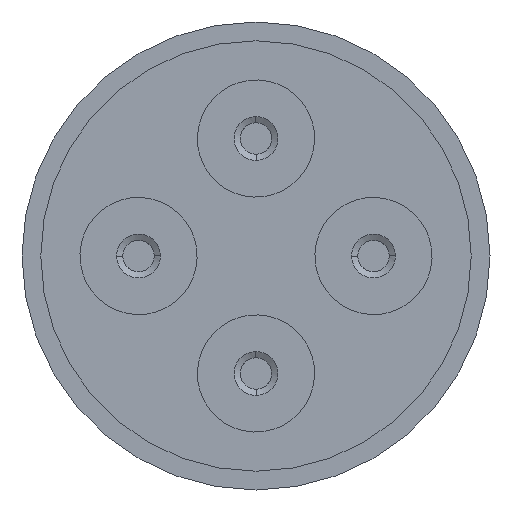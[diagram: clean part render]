
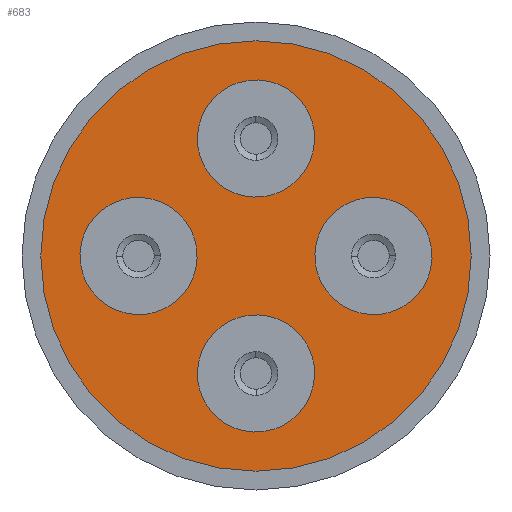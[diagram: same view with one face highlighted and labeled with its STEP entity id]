
A CAD part, front view. The second image highlights one B-rep face of the part: STEP entity #683.
In plain terms, the highlighted planar face has unit normal (0, -1, 0).
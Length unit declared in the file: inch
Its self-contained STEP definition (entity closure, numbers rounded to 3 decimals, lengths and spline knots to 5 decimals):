
#26 = CARTESIAN_POINT ( 'NONE',  ( -0.28093, -0.09, 0.00355 ) ) ;
#45 = CARTESIAN_POINT ( 'NONE',  ( 0., -0.09, 0.3435 ) ) ;
#56 = CARTESIAN_POINT ( 'NONE',  ( 0., -0.09, -0.3435 ) ) ;
#101 = CARTESIAN_POINT ( 'NONE',  ( -0.09407, -0.09, -0.00355 ) ) ;
#117 = CARTESIAN_POINT ( 'NONE',  ( 0.00355, -0.09, -0.09407 ) ) ;
#124 = CARTESIAN_POINT ( 'NONE',  ( -0.00355, -0.09, -0.28093 ) ) ;
#301 = AXIS2_PLACEMENT_3D ( 'NONE', #2179, #2183, #2176 ) ;
#320 = AXIS2_PLACEMENT_3D ( 'NONE', #2263, #2260, #2259 ) ;
#321 = AXIS2_PLACEMENT_3D ( 'NONE', #2269, #2267, #2266 ) ;
#322 = AXIS2_PLACEMENT_3D ( 'NONE', #2272, #2271, #2270 ) ;
#323 = AXIS2_PLACEMENT_3D ( 'NONE', #2276, #2275, #2274 ) ;
#354 = AXIS2_PLACEMENT_3D ( 'NONE', #2414, #2413, #2412 ) ;
#356 = AXIS2_PLACEMENT_3D ( 'NONE', #2424, #2423, #2421 ) ;
#397 = AXIS2_PLACEMENT_3D ( 'NONE', #2709, #2708, #2707 ) ;
#408 = AXIS2_PLACEMENT_3D ( 'NONE', #1879, #2017, #2014 ) ;
#420 = AXIS2_PLACEMENT_3D ( 'NONE', #2330, #2476, #2323 ) ;
#430 = AXIS2_PLACEMENT_3D ( 'NONE', #2512, #2597, #2506 ) ;
#492 = EDGE_CURVE ( 'NONE', #1302, #1284, #1214, .T. ) ;
#510 = EDGE_CURVE ( 'NONE', #1300, #1317, #1187, .T. ) ;
#534 = EDGE_CURVE ( 'NONE', #2976, #2985, #1151, .T. ) ;
#557 = EDGE_CURVE ( 'NONE', #2984, #2998, #1120, .T. ) ;
#627 = EDGE_CURVE ( 'NONE', #3052, #3065, #1017, .T. ) ;
#630 = EDGE_CURVE ( 'NONE', #3065, #3052, #1011, .T. ) ;
#661 = EDGE_CURVE ( 'NONE', #1317, #1300, #980, .T. ) ;
#662 = EDGE_CURVE ( 'NONE', #2998, #2984, #979, .T. ) ;
#663 = EDGE_CURVE ( 'NONE', #2985, #2976, #978, .T. ) ;
#664 = EDGE_CURVE ( 'NONE', #1284, #1302, #977, .T. ) ;
#683 = ADVANCED_FACE ( 'NONE', ( #948, #940, #944, #946, #942 ), #2181, .T. ) ;
#940 = FACE_BOUND ( 'NONE', #1519, .T. ) ;
#942 = FACE_OUTER_BOUND ( 'NONE', #1517, .T. ) ;
#944 = FACE_BOUND ( 'NONE', #1515, .T. ) ;
#946 = FACE_BOUND ( 'NONE', #1518, .T. ) ;
#948 = FACE_BOUND ( 'NONE', #1516, .T. ) ;
#977 = CIRCLE ( 'NONE', #320, 0.0935 ) ;
#978 = CIRCLE ( 'NONE', #321, 0.0935 ) ;
#979 = CIRCLE ( 'NONE', #322, 0.0935 ) ;
#980 = CIRCLE ( 'NONE', #323, 0.0935 ) ;
#1011 = CIRCLE ( 'NONE', #354, 0.3435 ) ;
#1017 = CIRCLE ( 'NONE', #356, 0.3435 ) ;
#1120 = CIRCLE ( 'NONE', #397, 0.0935 ) ;
#1151 = CIRCLE ( 'NONE', #408, 0.0935 ) ;
#1187 = CIRCLE ( 'NONE', #420, 0.0935 ) ;
#1214 = CIRCLE ( 'NONE', #430, 0.0935 ) ;
#1284 = VERTEX_POINT ( 'NONE', #2086 ) ;
#1300 = VERTEX_POINT ( 'NONE', #2067 ) ;
#1302 = VERTEX_POINT ( 'NONE', #2065 ) ;
#1317 = VERTEX_POINT ( 'NONE', #2040 ) ;
#1515 = EDGE_LOOP ( 'NONE', ( #2832, #2833 ) ) ;
#1516 = EDGE_LOOP ( 'NONE', ( #2828, #2829 ) ) ;
#1517 = EDGE_LOOP ( 'NONE', ( #2836, #2837 ) ) ;
#1518 = EDGE_LOOP ( 'NONE', ( #2834, #2835 ) ) ;
#1519 = EDGE_LOOP ( 'NONE', ( #2830, #2831 ) ) ;
#1879 = CARTESIAN_POINT ( 'NONE',  ( 0., -0.09, -0.1875 ) ) ;
#2014 = DIRECTION ( 'NONE',  ( 0., 0., -1. ) ) ;
#2017 = DIRECTION ( 'NONE',  ( 0., 1., 0. ) ) ;
#2040 = CARTESIAN_POINT ( 'NONE',  ( -0.00355, -0.09, 0.09407 ) ) ;
#2065 = CARTESIAN_POINT ( 'NONE',  ( 0.28093, -0.09, -0.00355 ) ) ;
#2067 = CARTESIAN_POINT ( 'NONE',  ( 0.00355, -0.09, 0.28093 ) ) ;
#2086 = CARTESIAN_POINT ( 'NONE',  ( 0.09407, -0.09, 0.00355 ) ) ;
#2176 = DIRECTION ( 'NONE',  ( 1., 0., 0. ) ) ;
#2179 = CARTESIAN_POINT ( 'NONE',  ( 0., -0.09, 0. ) ) ;
#2181 = PLANE ( 'NONE',  #301 ) ;
#2183 = DIRECTION ( 'NONE',  ( 0., -1., 0. ) ) ;
#2259 = DIRECTION ( 'NONE',  ( 0., 0., -1. ) ) ;
#2260 = DIRECTION ( 'NONE',  ( 0., 1., 0. ) ) ;
#2263 = CARTESIAN_POINT ( 'NONE',  ( 0.1875, -0.09, 0. ) ) ;
#2266 = DIRECTION ( 'NONE',  ( 0., 0., -1. ) ) ;
#2267 = DIRECTION ( 'NONE',  ( 0., 1., 0. ) ) ;
#2269 = CARTESIAN_POINT ( 'NONE',  ( 0., -0.09, -0.1875 ) ) ;
#2270 = DIRECTION ( 'NONE',  ( 0., 0., -1. ) ) ;
#2271 = DIRECTION ( 'NONE',  ( 0., 1., 0. ) ) ;
#2272 = CARTESIAN_POINT ( 'NONE',  ( -0.1875, -0.09, 0. ) ) ;
#2274 = DIRECTION ( 'NONE',  ( 0., 0., -1. ) ) ;
#2275 = DIRECTION ( 'NONE',  ( 0., 1., 0. ) ) ;
#2276 = CARTESIAN_POINT ( 'NONE',  ( 0., -0.09, 0.1875 ) ) ;
#2323 = DIRECTION ( 'NONE',  ( 0., 0., -1. ) ) ;
#2330 = CARTESIAN_POINT ( 'NONE',  ( 0., -0.09, 0.1875 ) ) ;
#2412 = DIRECTION ( 'NONE',  ( 0., 0., -1. ) ) ;
#2413 = DIRECTION ( 'NONE',  ( 0., 1., 0. ) ) ;
#2414 = CARTESIAN_POINT ( 'NONE',  ( 0., -0.09, 0. ) ) ;
#2421 = DIRECTION ( 'NONE',  ( 0., 0., -1. ) ) ;
#2423 = DIRECTION ( 'NONE',  ( 0., 1., 0. ) ) ;
#2424 = CARTESIAN_POINT ( 'NONE',  ( 0., -0.09, 0. ) ) ;
#2476 = DIRECTION ( 'NONE',  ( 0., 1., 0. ) ) ;
#2506 = DIRECTION ( 'NONE',  ( 0., 0., -1. ) ) ;
#2512 = CARTESIAN_POINT ( 'NONE',  ( 0.1875, -0.09, 0. ) ) ;
#2597 = DIRECTION ( 'NONE',  ( 0., 1., 0. ) ) ;
#2707 = DIRECTION ( 'NONE',  ( 0., 0., -1. ) ) ;
#2708 = DIRECTION ( 'NONE',  ( 0., 1., 0. ) ) ;
#2709 = CARTESIAN_POINT ( 'NONE',  ( -0.1875, -0.09, 0. ) ) ;
#2828 = ORIENTED_EDGE ( 'NONE', *, *, #661, .T. ) ;
#2829 = ORIENTED_EDGE ( 'NONE', *, *, #510, .T. ) ;
#2830 = ORIENTED_EDGE ( 'NONE', *, *, #662, .T. ) ;
#2831 = ORIENTED_EDGE ( 'NONE', *, *, #557, .T. ) ;
#2832 = ORIENTED_EDGE ( 'NONE', *, *, #663, .T. ) ;
#2833 = ORIENTED_EDGE ( 'NONE', *, *, #534, .T. ) ;
#2834 = ORIENTED_EDGE ( 'NONE', *, *, #664, .T. ) ;
#2835 = ORIENTED_EDGE ( 'NONE', *, *, #492, .T. ) ;
#2836 = ORIENTED_EDGE ( 'NONE', *, *, #630, .F. ) ;
#2837 = ORIENTED_EDGE ( 'NONE', *, *, #627, .F. ) ;
#2976 = VERTEX_POINT ( 'NONE', #124 ) ;
#2984 = VERTEX_POINT ( 'NONE', #26 ) ;
#2985 = VERTEX_POINT ( 'NONE', #117 ) ;
#2998 = VERTEX_POINT ( 'NONE', #101 ) ;
#3052 = VERTEX_POINT ( 'NONE', #56 ) ;
#3065 = VERTEX_POINT ( 'NONE', #45 ) ;
